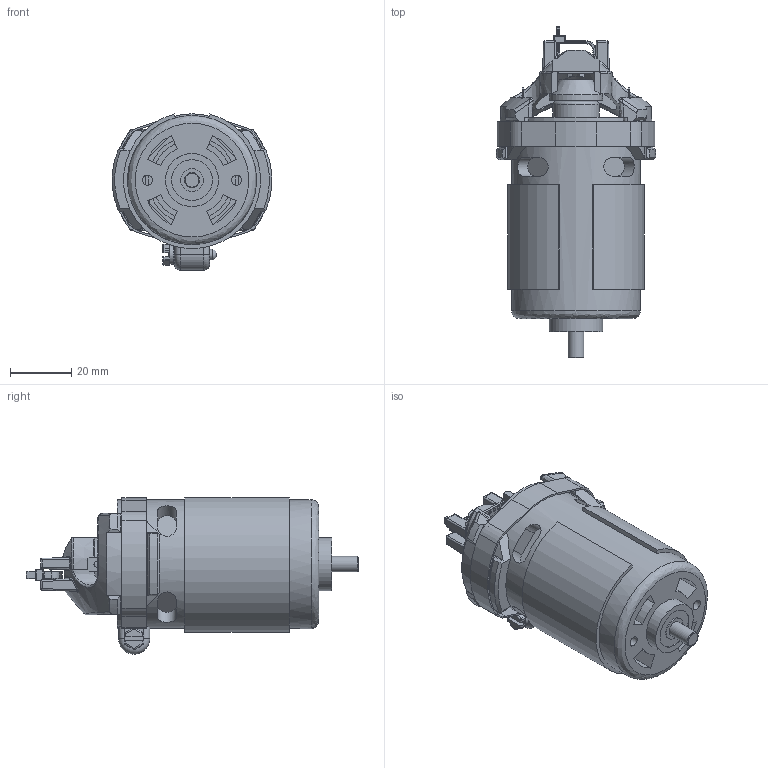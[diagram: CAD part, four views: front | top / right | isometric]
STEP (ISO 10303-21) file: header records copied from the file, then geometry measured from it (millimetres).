
FILE_DESCRIPTION (( 'STEP AP214' ), '1' );
FILE_NAME ('0031-0001 - RS7 Encoder.STEP', '2016-11-15T15:15:07', ( '' ), ( '' ), 'SwSTEP 2.0', 'SolidWorks 2015', '' );
FILE_SCHEMA (( 'AUTOMOTIVE_DESIGN' ));
Length unit declared in the file: inch
Products named in the file (1): 0031-0001 - RS7 Encoder
Bounding box: 51.87 x 108.09 x 50.94 mm (x, y, z)
Surface area: 24251.3 mm2 (no closed solid volume)
Topology: 0 solids, 8 shells, 438 faces, 1338 edges, 895 vertices
Faces by surface type: plane 155, cylinder 153, bspline 60, cone 36, torus 26, sphere 8
Full cylindrical faces by diameter (mm): 1.143 x6, 3.3 x2, 3.48 x1, 5 x1, 6.223 x1, 7.5 x1, 13.25 x1, 15 x1, 17.3 x1, 28.5 x1, 42 x1
Entity records: 23493 total; most frequent: CARTESIAN_POINT 6683, ORIENTED_EDGE 2307, DIRECTION 2129, EDGE_CURVE 1297, VERTEX_POINT 888, AXIS2_PLACEMENT_3D 779, VECTOR 571, LINE 571
